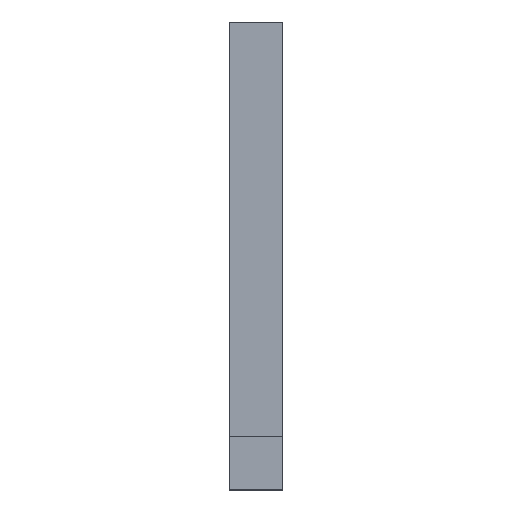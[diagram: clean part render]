
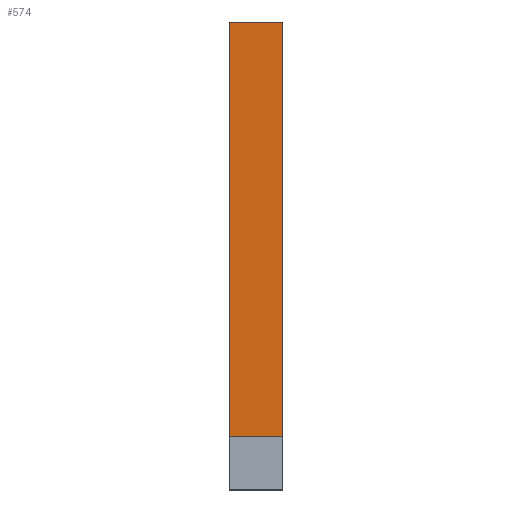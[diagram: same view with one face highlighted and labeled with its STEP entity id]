
A CAD part, left-side view. The second image highlights one B-rep face of the part: STEP entity #574.
In plain terms, the highlighted planar face has unit normal (-1, 0, 0).
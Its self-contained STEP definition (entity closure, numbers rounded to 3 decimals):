
#21 = VECTOR ( 'NONE', #453, 1000. ) ;
#22 = PLANE ( 'NONE',  #64 ) ;
#30 = VERTEX_POINT ( 'NONE', #298 ) ;
#55 = ORIENTED_EDGE ( 'NONE', *, *, #440, .F. ) ;
#64 = AXIS2_PLACEMENT_3D ( 'NONE', #361, #442, #368 ) ;
#92 = CARTESIAN_POINT ( 'NONE',  ( -125., -2., -15.5 ) ) ;
#96 = VECTOR ( 'NONE', #468, 1000. ) ;
#104 = LINE ( 'NONE', #550, #21 ) ;
#114 = EDGE_CURVE ( 'NONE', #825, #590, #208, .T. ) ;
#139 = LINE ( 'NONE', #1104, #96 ) ;
#182 = LINE ( 'NONE', #437, #1033 ) ;
#208 = LINE ( 'NONE', #1099, #846 ) ;
#298 = CARTESIAN_POINT ( 'NONE',  ( -125., 2., 15.5 ) ) ;
#317 = EDGE_LOOP ( 'NONE', ( #1095, #377, #55, #997 ) ) ;
#358 = DIRECTION ( 'NONE',  ( 0., 0., 1. ) ) ;
#361 = CARTESIAN_POINT ( 'NONE',  ( -125., 2., -15.5 ) ) ;
#368 = DIRECTION ( 'NONE',  ( 0., 0., -1. ) ) ;
#377 = ORIENTED_EDGE ( 'NONE', *, *, #641, .F. ) ;
#410 = VERTEX_POINT ( 'NONE', #797 ) ;
#437 = CARTESIAN_POINT ( 'NONE',  ( -125., -2., -15.5 ) ) ;
#440 = EDGE_CURVE ( 'NONE', #825, #30, #104, .T. ) ;
#442 = DIRECTION ( 'NONE',  ( 1., 0., 0. ) ) ;
#453 = DIRECTION ( 'NONE',  ( 0., 0., 1. ) ) ;
#468 = DIRECTION ( 'NONE',  ( 0., -1., 0. ) ) ;
#505 = CARTESIAN_POINT ( 'NONE',  ( -125., 2., -15.5 ) ) ;
#550 = CARTESIAN_POINT ( 'NONE',  ( -125., 2., -15.5 ) ) ;
#556 = EDGE_CURVE ( 'NONE', #590, #410, #182, .T. ) ;
#574 = ADVANCED_FACE ( 'NONE', ( #1058 ), #22, .F. ) ;
#590 = VERTEX_POINT ( 'NONE', #92 ) ;
#641 = EDGE_CURVE ( 'NONE', #30, #410, #139, .T. ) ;
#797 = CARTESIAN_POINT ( 'NONE',  ( -125., -2., 15.5 ) ) ;
#825 = VERTEX_POINT ( 'NONE', #505 ) ;
#846 = VECTOR ( 'NONE', #907, 1000. ) ;
#907 = DIRECTION ( 'NONE',  ( 0., -1., 0. ) ) ;
#997 = ORIENTED_EDGE ( 'NONE', *, *, #114, .T. ) ;
#1033 = VECTOR ( 'NONE', #358, 1000. ) ;
#1058 = FACE_OUTER_BOUND ( 'NONE', #317, .T. ) ;
#1095 = ORIENTED_EDGE ( 'NONE', *, *, #556, .T. ) ;
#1099 = CARTESIAN_POINT ( 'NONE',  ( -125., 2., -15.5 ) ) ;
#1104 = CARTESIAN_POINT ( 'NONE',  ( -125., 2., 15.5 ) ) ;
